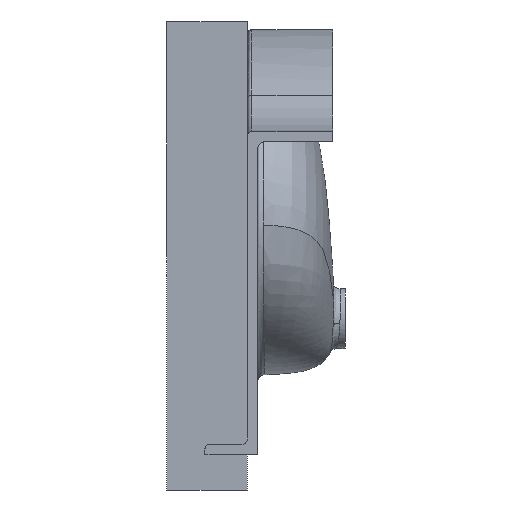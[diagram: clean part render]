
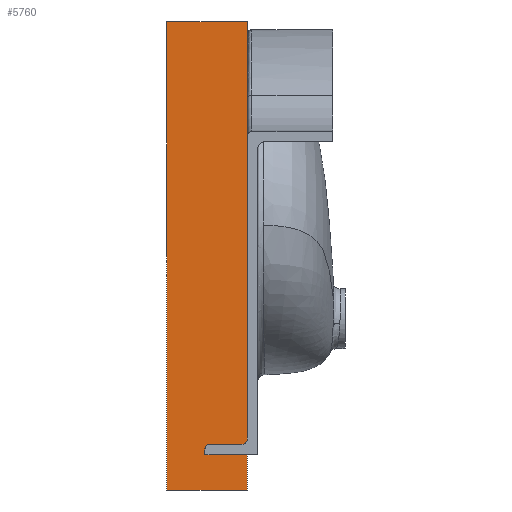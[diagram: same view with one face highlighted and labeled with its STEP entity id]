
A CAD part, left-side view. The second image highlights one B-rep face of the part: STEP entity #5760.
In plain terms, the highlighted planar face has unit normal (-1, 0, 0).
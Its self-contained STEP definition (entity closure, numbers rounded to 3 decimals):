
#797 = CARTESIAN_POINT ( 'NONE',  ( -350., 95., -323.768 ) ) ;
#1102 = VERTEX_POINT ( 'NONE', #4932 ) ;
#3692 = DIRECTION ( 'NONE',  ( -1., 0., 0. ) ) ;
#3815 = ORIENTED_EDGE ( 'NONE', *, *, #4864, .F. ) ;
#4575 = CARTESIAN_POINT ( 'NONE',  ( -350., 0., -323.768 ) ) ;
#4864 = EDGE_CURVE ( 'NONE', #1102, #19199, #20612, .T. ) ;
#4932 = CARTESIAN_POINT ( 'NONE',  ( -350., 95., 226.232 ) ) ;
#5760 = ADVANCED_FACE ( 'NONE', ( #12206 ), #22219, .T. ) ;
#5889 = CARTESIAN_POINT ( 'NONE',  ( -350., 95., -323.768 ) ) ;
#6149 = LINE ( 'NONE', #14473, #21219 ) ;
#6435 = EDGE_CURVE ( 'NONE', #19199, #25703, #7305, .T. ) ;
#6506 = DIRECTION ( 'NONE',  ( 0., -1., 0. ) ) ;
#6835 = VECTOR ( 'NONE', #16634, 1000. ) ;
#7305 = LINE ( 'NONE', #4575, #26428 ) ;
#8306 = LINE ( 'NONE', #18994, #6835 ) ;
#8875 = EDGE_CURVE ( 'NONE', #24619, #25703, #6149, .T. ) ;
#12019 = CARTESIAN_POINT ( 'NONE',  ( -350., 0., -323.768 ) ) ;
#12206 = FACE_OUTER_BOUND ( 'NONE', #21936, .T. ) ;
#13313 = ORIENTED_EDGE ( 'NONE', *, *, #6435, .F. ) ;
#14473 = CARTESIAN_POINT ( 'NONE',  ( -350., 95., -323.768 ) ) ;
#16634 = DIRECTION ( 'NONE',  ( 0., 0., -1. ) ) ;
#17156 = AXIS2_PLACEMENT_3D ( 'NONE', #797, #3692, #23260 ) ;
#17893 = CARTESIAN_POINT ( 'NONE',  ( -350., 95., 226.232 ) ) ;
#18994 = CARTESIAN_POINT ( 'NONE',  ( -350., 95., -323.768 ) ) ;
#19199 = VERTEX_POINT ( 'NONE', #31868 ) ;
#20612 = LINE ( 'NONE', #17893, #33381 ) ;
#21219 = VECTOR ( 'NONE', #23179, 1000. ) ;
#21936 = EDGE_LOOP ( 'NONE', ( #13313, #3815, #34047, #24538 ) ) ;
#22219 = PLANE ( 'NONE',  #17156 ) ;
#23179 = DIRECTION ( 'NONE',  ( 0., -1., 0. ) ) ;
#23260 = DIRECTION ( 'NONE',  ( 0., 0., 1. ) ) ;
#24140 = DIRECTION ( 'NONE',  ( 0., 0., -1. ) ) ;
#24538 = ORIENTED_EDGE ( 'NONE', *, *, #8875, .T. ) ;
#24619 = VERTEX_POINT ( 'NONE', #5889 ) ;
#25703 = VERTEX_POINT ( 'NONE', #12019 ) ;
#26428 = VECTOR ( 'NONE', #24140, 1000. ) ;
#29448 = EDGE_CURVE ( 'NONE', #1102, #24619, #8306, .T. ) ;
#31868 = CARTESIAN_POINT ( 'NONE',  ( -350., 0., 226.232 ) ) ;
#33381 = VECTOR ( 'NONE', #6506, 1000. ) ;
#34047 = ORIENTED_EDGE ( 'NONE', *, *, #29448, .T. ) ;
